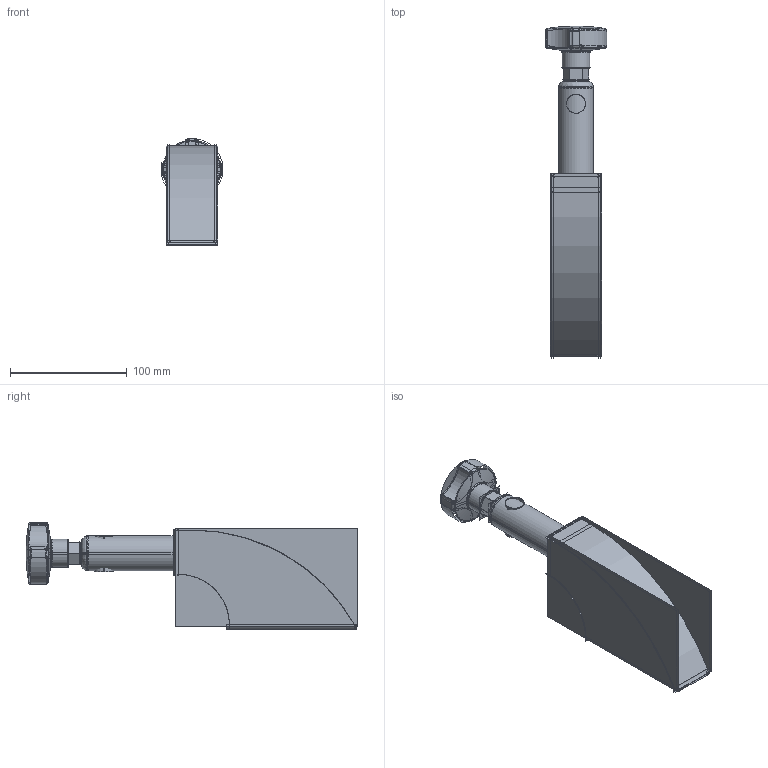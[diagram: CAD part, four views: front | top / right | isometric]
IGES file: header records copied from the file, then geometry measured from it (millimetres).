
Start section:  PTC IGES file: s0679-685082.igs
Global section: file name: s0679-685082.igs; native system: Pro/ENGINEER by Parametric Technology Corporation; preprocessor: 2005310; author: RCRU51; organization: Unknown; date: 080901.110916; units: millimetre
Bounding box: 52.99 x 284.05 x 91.72 mm (x, y, z)
Surface area: 178314.3 mm2 (no closed solid volume)
Topology: 0 solids, 0 shells, 372 faces, 4716 edges, 6224 vertices
Faces by surface type: revolution 260, bspline 112
